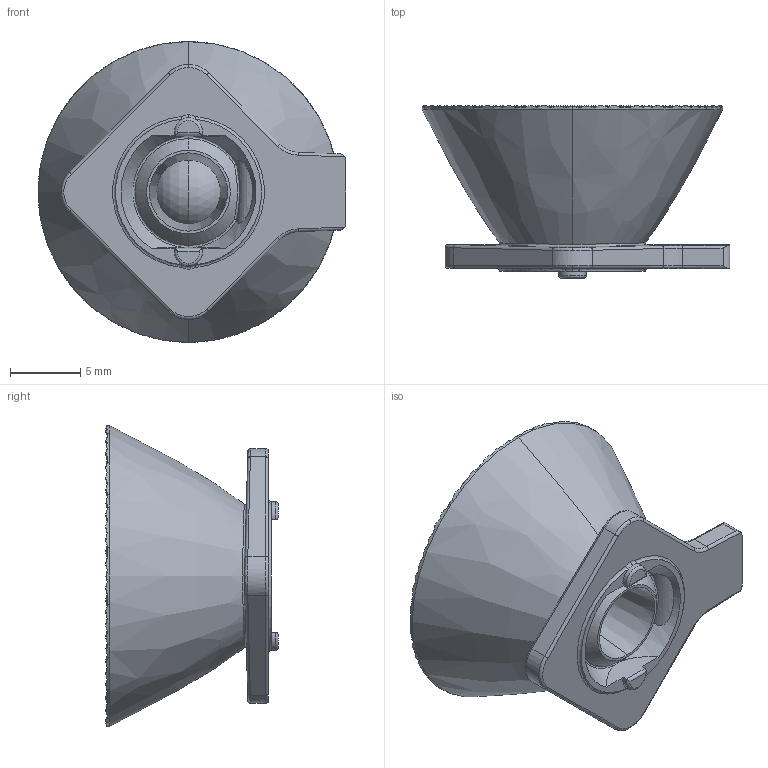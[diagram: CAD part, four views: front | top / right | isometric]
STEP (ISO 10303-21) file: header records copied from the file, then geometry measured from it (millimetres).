
FILE_DESCRIPTION (( 'STEP AP214' ), '1' );
FILE_NAME ('ﾋ竟鈞 ﾀﾌﾒ-HB-D21-3535-30-vz.STEP', '2022-07-20T08:37:53', ( '' ), ( '' ), 'SwSTEP 2.0', 'SolidWorks 2019', '' );
FILE_SCHEMA (( 'AUTOMOTIVE_DESIGN' ));
Length unit declared in the file: millimetre
Products named in the file (1): ﾋ竟鈞 ﾀﾌﾒ-HB-D21-3535-30-vz
Bounding box: 21.9 x 12.28 x 21.4 mm (x, y, z)
Volume: 2271.7 mm3; surface area: 1526.2 mm2
Topology: 1 solids, 1 shells, 3821 faces, 11062 edges, 6472 vertices
Faces by surface type: sphere 1630, bspline 1249, cone 880, cylinder 24, torus 20, plane 18
Entity records: 131333 total; most frequent: CARTESIAN_POINT 53389, ORIENTED_EDGE 17480, DIRECTION 15726, EDGE_CURVE 8740, AXIS2_PLACEMENT_3D 7453, VERTEX_POINT 4924, CIRCLE 4880, EDGE_LOOP 3824
